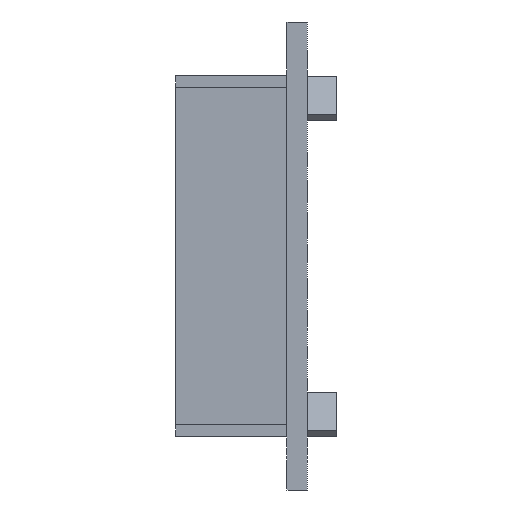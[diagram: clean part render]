
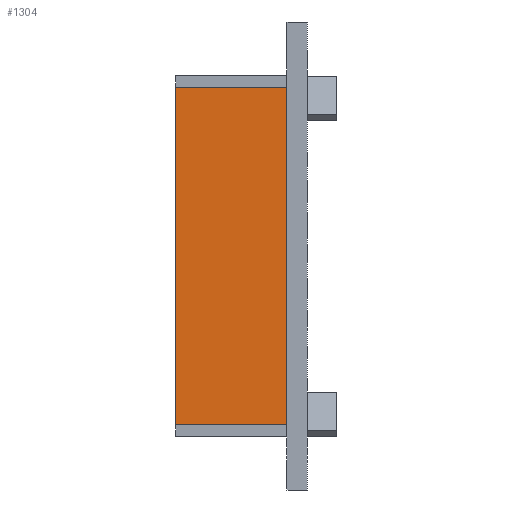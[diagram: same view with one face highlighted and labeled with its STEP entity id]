
A CAD part, left-side view. The second image highlights one B-rep face of the part: STEP entity #1304.
In plain terms, the highlighted planar face has unit normal (-1, 0, 0).
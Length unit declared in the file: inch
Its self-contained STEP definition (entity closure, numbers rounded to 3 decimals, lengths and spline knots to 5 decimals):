
#129 = EDGE_CURVE ( 'NONE', #130, #135, #4082, .T. ) ;
#130 = VERTEX_POINT ( 'NONE', #4078 ) ;
#135 = VERTEX_POINT ( 'NONE', #4072 ) ;
#1304 = ADVANCED_FACE ( 'NONE', ( #6627 ), #6608, .F. ) ;
#1305 = EDGE_LOOP ( 'NONE', ( #1306, #1307, #1310, #1313 ) ) ;
#1306 = ORIENTED_EDGE ( 'NONE', *, *, #129, .T. ) ;
#1307 = ORIENTED_EDGE ( 'NONE', *, *, #1308, .T. ) ;
#1308 = EDGE_CURVE ( 'NONE', #135, #1309, #6663, .T. ) ;
#1309 = VERTEX_POINT ( 'NONE', #6659 ) ;
#1310 = ORIENTED_EDGE ( 'NONE', *, *, #1311, .F. ) ;
#1311 = EDGE_CURVE ( 'NONE', #1312, #1309, #6658, .T. ) ;
#1312 = VERTEX_POINT ( 'NONE', #6654 ) ;
#1313 = ORIENTED_EDGE ( 'NONE', *, *, #1314, .F. ) ;
#1314 = EDGE_CURVE ( 'NONE', #130, #1312, #6652, .T. ) ;
#4072 = CARTESIAN_POINT ( 'NONE',  ( -1.79724, 0.0315, 0.52559 ) ) ;
#4078 = CARTESIAN_POINT ( 'NONE',  ( -1.79724, 0.0315, -0.52559 ) ) ;
#4079 = DIRECTION ( 'NONE',  ( 0., 0., 1. ) ) ;
#4080 = VECTOR ( 'NONE', #4079, 39.37008 ) ;
#4081 = CARTESIAN_POINT ( 'NONE',  ( -1.79724, 0.0315, -0.56102 ) ) ;
#4082 = LINE ( 'NONE', #4081, #4080 ) ;
#6606 = CARTESIAN_POINT ( 'NONE',  ( -1.79724, 0.37795, -0.56102 ) ) ;
#6607 = AXIS2_PLACEMENT_3D ( 'NONE', #6606, #6665, #6664 ) ;
#6608 = PLANE ( 'NONE',  #6607 ) ;
#6627 = FACE_OUTER_BOUND ( 'NONE', #1305, .T. ) ;
#6649 = DIRECTION ( 'NONE',  ( 0., 1., 0. ) ) ;
#6650 = VECTOR ( 'NONE', #6649, 39.37008 ) ;
#6651 = CARTESIAN_POINT ( 'NONE',  ( -1.79724, -0.01861, -0.52559 ) ) ;
#6652 = LINE ( 'NONE', #6651, #6650 ) ;
#6654 = CARTESIAN_POINT ( 'NONE',  ( -1.79724, 0.37795, -0.52559 ) ) ;
#6655 = DIRECTION ( 'NONE',  ( 0., 0., 1. ) ) ;
#6656 = VECTOR ( 'NONE', #6655, 39.37008 ) ;
#6657 = CARTESIAN_POINT ( 'NONE',  ( -1.79724, 0.37795, -0.56102 ) ) ;
#6658 = LINE ( 'NONE', #6657, #6656 ) ;
#6659 = CARTESIAN_POINT ( 'NONE',  ( -1.79724, 0.37795, 0.52559 ) ) ;
#6660 = DIRECTION ( 'NONE',  ( 0., 1., 0. ) ) ;
#6661 = VECTOR ( 'NONE', #6660, 39.37008 ) ;
#6662 = CARTESIAN_POINT ( 'NONE',  ( -1.79724, -0.01861, 0.52559 ) ) ;
#6663 = LINE ( 'NONE', #6662, #6661 ) ;
#6664 = DIRECTION ( 'NONE',  ( 0., 0., -1. ) ) ;
#6665 = DIRECTION ( 'NONE',  ( 1., 0., 0. ) ) ;
